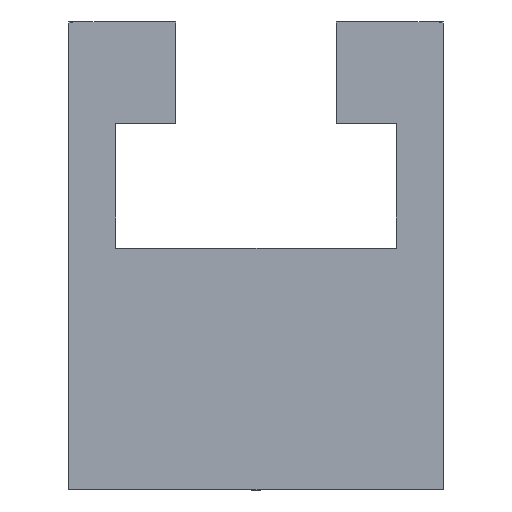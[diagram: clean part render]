
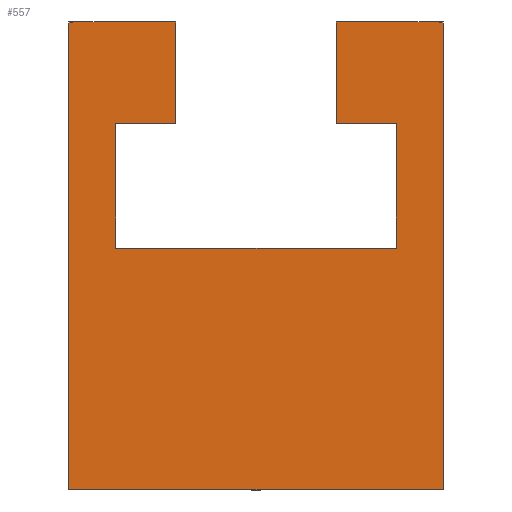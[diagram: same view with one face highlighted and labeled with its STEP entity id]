
A CAD part, left-side view. The second image highlights one B-rep face of the part: STEP entity #557.
In plain terms, the highlighted planar face has unit normal (-1, 0, 0).
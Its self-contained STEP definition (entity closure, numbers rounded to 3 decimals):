
#315=EDGE_CURVE('',#661,#669,#877,.T.);
#345=EDGE_CURVE('',#401,#715,#911,.T.);
#355=VERTEX_POINT('',#921);
#383=EDGE_CURVE('',#669,#401,#952,.T.);
#401=VERTEX_POINT('',#972);
#417=VERTEX_POINT('',#990);
#437=EDGE_CURVE('',#715,#597,#1010,.T.);
#527=EDGE_CURVE('',#571,#355,#1113,.T.);
#557=ADVANCED_FACE('',(#1144),#1145,.F.);
#565=EDGE_CURVE('',#603,#571,#1153,.T.);
#571=VERTEX_POINT('',#1159);
#595=EDGE_CURVE('',#417,#661,#1187,.T.);
#597=VERTEX_POINT('',#1189);
#603=VERTEX_POINT('',#1195);
#623=VERTEX_POINT('',#1215);
#661=VERTEX_POINT('',#1259);
#669=VERTEX_POINT('',#1267);
#715=VERTEX_POINT('',#1324);
#737=EDGE_CURVE('',#597,#603,#1348,.T.);
#777=EDGE_CURVE('',#355,#791,#1393,.T.);
#785=EDGE_CURVE('',#791,#823,#1403,.T.);
#791=VERTEX_POINT('',#1409);
#805=EDGE_CURVE('',#623,#417,#1424,.T.);
#813=EDGE_CURVE('',#823,#623,#1432,.T.);
#823=VERTEX_POINT('',#1442);
#877=LINE('',#1493,#1494);
#911=LINE('',#1537,#1538);
#921=CARTESIAN_POINT('',(-80.0,5.15,23.5));
#952=LINE('',#1600,#1601);
#972=CARTESIAN_POINT('',(-80.0,-12.0,30.0));
#990=CARTESIAN_POINT('',(-80.0,-9.0,23.5));
#1010=LINE('',#1677,#1678);
#1113=LINE('',#1816,#1817);
#1144=FACE_OUTER_BOUND('',#1864,.T.);
#1145=PLANE('',#1865);
#1153=LINE('',#1876,#1877);
#1159=CARTESIAN_POINT('',(-80.0,5.15,30.0));
#1187=LINE('',#1921,#1922);
#1189=CARTESIAN_POINT('',(-80.0,12.0,0.0));
#1195=CARTESIAN_POINT('',(-80.0,12.0,30.0));
#1215=CARTESIAN_POINT('',(-80.0,-9.0,15.5));
#1259=CARTESIAN_POINT('',(-80.0,-5.15,23.5));
#1267=CARTESIAN_POINT('',(-80.0,-5.15,30.0));
#1324=CARTESIAN_POINT('',(-80.0,-12.0,0.0));
#1348=LINE('',#2120,#2121);
#1393=LINE('',#2182,#2183);
#1403=LINE('',#2196,#2197);
#1409=CARTESIAN_POINT('',(-80.0,9.0,23.5));
#1424=LINE('',#2226,#2227);
#1432=LINE('',#2239,#2240);
#1442=CARTESIAN_POINT('',(-80.0,9.0,15.5));
#1493=CARTESIAN_POINT('',(-80.0,-5.15,23.5));
#1494=VECTOR('',#2319,1.0);
#1537=CARTESIAN_POINT('',(-80.0,-12.0,30.0));
#1538=VECTOR('',#2366,1.0);
#1600=CARTESIAN_POINT('',(-80.0,-5.15,30.0));
#1601=VECTOR('',#2406,1.0);
#1677=CARTESIAN_POINT('',(-80.0,-12.0,0.0));
#1678=VECTOR('',#2465,1.0);
#1816=CARTESIAN_POINT('',(-80.0,5.15,30.0));
#1817=VECTOR('',#2596,1.0);
#1864=EDGE_LOOP('',(#2624,#2625,#2626,#2627,#2628,#2629,#2630,#2631,#2632,#2633,#2634,#2635));
#1865=AXIS2_PLACEMENT_3D('',#2636,#2637,#2638);
#1876=CARTESIAN_POINT('',(-80.0,12.0,30.0));
#1877=VECTOR('',#2640,1.0);
#1921=CARTESIAN_POINT('',(-80.0,-9.0,23.5));
#1922=VECTOR('',#2682,1.0);
#2120=CARTESIAN_POINT('',(-80.0,12.0,0.0));
#2121=VECTOR('',#2858,1.0);
#2182=CARTESIAN_POINT('',(-80.0,5.15,23.5));
#2183=VECTOR('',#2909,1.0);
#2196=CARTESIAN_POINT('',(-80.0,9.0,23.5));
#2197=VECTOR('',#2927,1.0);
#2226=CARTESIAN_POINT('',(-80.0,-9.0,15.5));
#2227=VECTOR('',#2942,1.0);
#2239=CARTESIAN_POINT('',(-80.0,9.0,15.5));
#2240=VECTOR('',#2947,1.0);
#2319=DIRECTION('',(0.0,0.0,1.0));
#2366=DIRECTION('',(0.0,0.0,-1.0));
#2406=DIRECTION('',(0.0,-1.0,0.0));
#2465=DIRECTION('',(0.0,1.0,0.0));
#2596=DIRECTION('',(0.0,0.0,-1.0));
#2624=ORIENTED_EDGE('',*,*,#737,.F.);
#2625=ORIENTED_EDGE('',*,*,#437,.F.);
#2626=ORIENTED_EDGE('',*,*,#345,.F.);
#2627=ORIENTED_EDGE('',*,*,#383,.F.);
#2628=ORIENTED_EDGE('',*,*,#315,.F.);
#2629=ORIENTED_EDGE('',*,*,#595,.F.);
#2630=ORIENTED_EDGE('',*,*,#805,.F.);
#2631=ORIENTED_EDGE('',*,*,#813,.F.);
#2632=ORIENTED_EDGE('',*,*,#785,.F.);
#2633=ORIENTED_EDGE('',*,*,#777,.F.);
#2634=ORIENTED_EDGE('',*,*,#527,.F.);
#2635=ORIENTED_EDGE('',*,*,#565,.F.);
#2636=CARTESIAN_POINT('',(-80.0,0.,15.949));
#2637=DIRECTION('',(1.0,0.0,0.0));
#2638=DIRECTION('',(0.0,1.0,0.0));
#2640=DIRECTION('',(0.0,-1.0,0.0));
#2682=DIRECTION('',(0.0,1.0,0.0));
#2858=DIRECTION('',(0.0,0.0,1.0));
#2909=DIRECTION('',(0.0,1.0,0.0));
#2927=DIRECTION('',(0.0,0.0,-1.0));
#2942=DIRECTION('',(0.0,0.0,1.0));
#2947=DIRECTION('',(0.0,-1.0,0.0));
